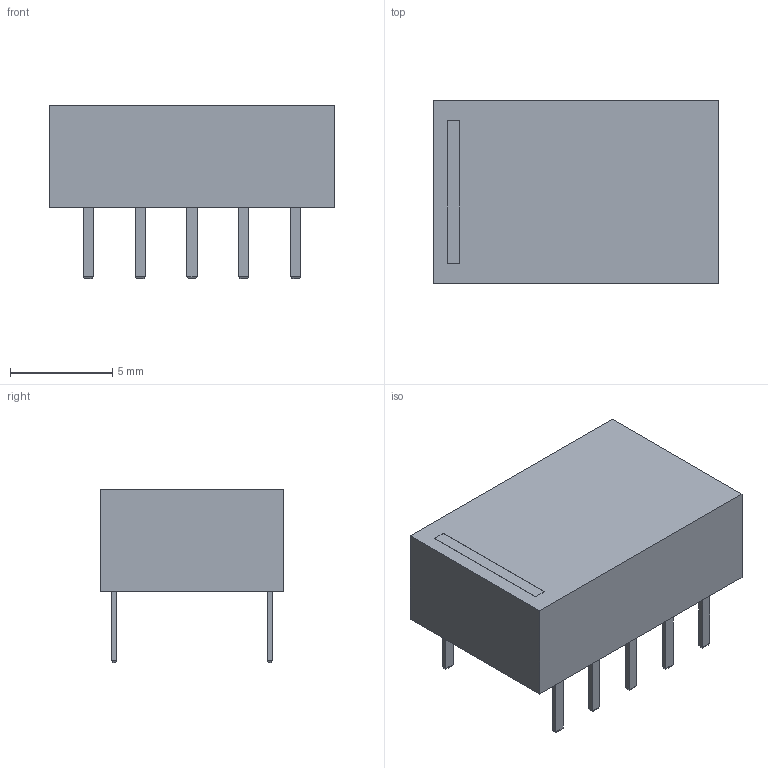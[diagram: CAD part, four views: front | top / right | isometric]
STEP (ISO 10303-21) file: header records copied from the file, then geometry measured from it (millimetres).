
FILE_DESCRIPTION (( 'STEP AP214' ), '1' );
FILE_NAME ('TQ2.STEP', '2021-12-22T07:20:27', ( '' ), ( '' ), 'SwSTEP 2.0', 'SolidWorks 2019', '' );
FILE_SCHEMA (( 'AUTOMOTIVE_DESIGN' ));
Length unit declared in the file: millimetre
Products named in the file (1): TQ2
Bounding box: 14 x 9 x 8.5 mm (x, y, z)
Volume: 634.3 mm3; surface area: 533.9 mm2
Topology: 1 solids, 1 shells, 101 faces, 224 edges, 136 vertices
Faces by surface type: plane 101
Entity records: 2833 total; most frequent: CARTESIAN_POINT 462, ORIENTED_EDGE 448, DIRECTION 428, LINE 224, EDGE_CURVE 224, VECTOR 224, VERTEX_POINT 136, EDGE_LOOP 112
